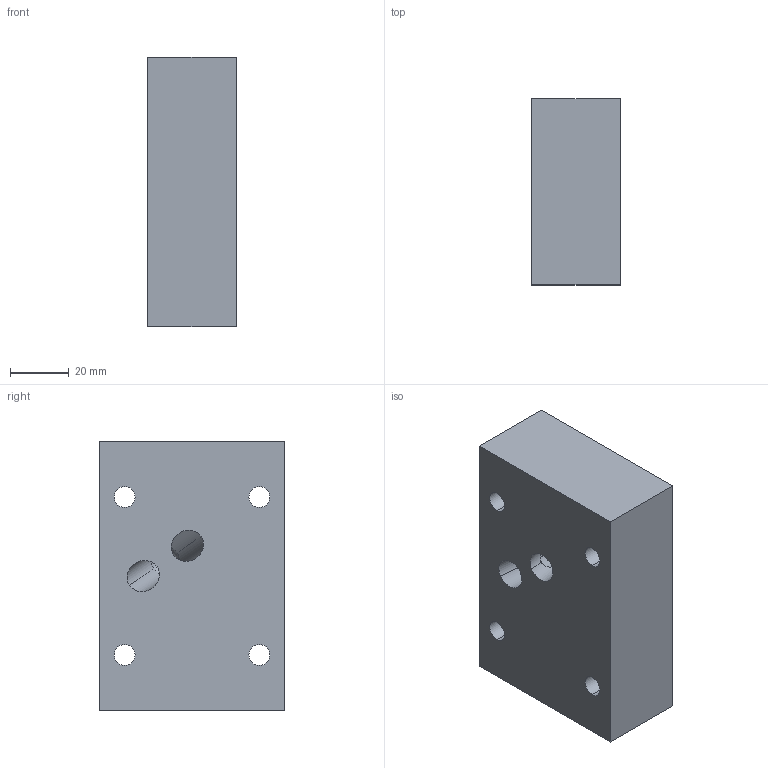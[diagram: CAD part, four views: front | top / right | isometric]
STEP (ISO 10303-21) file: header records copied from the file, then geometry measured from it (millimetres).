
FILE_DESCRIPTION((''),'2;1');
FILE_NAME('X8E_ASM','2019-09-11T',('ProEService'),(''),'PRO/ENGINEER BY PARAMETRIC TECHNOLOGY CORPORATION, 2014200','PRO/ENGINEER BY PARAMETRIC TECHNOLOGY CORPORATION, 2014200','');
FILE_SCHEMA(('CONFIG_CONTROL_DESIGN'));
Length unit declared in the file: inch
Products named in the file (2): 157-993; X8E_ASM
Assembly tree (1 placements, depth 2):
  X8E_ASM
    157-993
Bounding box: 30.18 x 63.5 x 92.08 mm (x, y, z)
Volume: 164602.9 mm3; surface area: 25392.7 mm2
Topology: 1 solids, 1 shells, 33 faces, 244 edges, 287 vertices
Faces by surface type: cylinder 20, plane 10, sphere 3
Entity records: 2356 total; most frequent: CARTESIAN_POINT 616, DIRECTION 349, VECTOR 191, LINE 191, ORIENTED_EDGE 162, TRIMMED_CURVE 161, COMPOSITE_CURVE_SEGMENT 145, EDGE_CURVE 81
